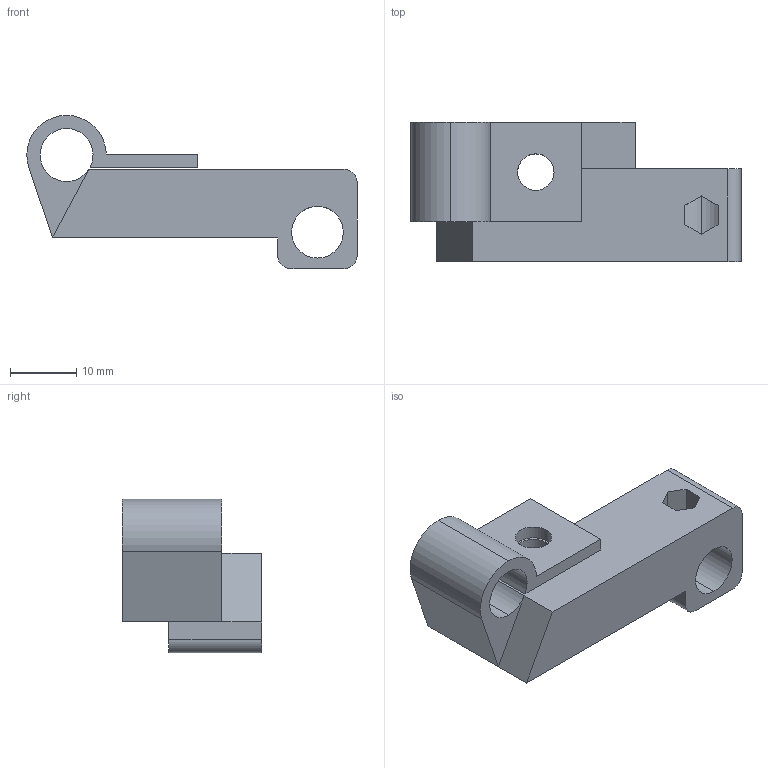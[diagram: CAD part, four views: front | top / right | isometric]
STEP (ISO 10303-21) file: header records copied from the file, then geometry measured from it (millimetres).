
FILE_DESCRIPTION (( 'USING AP203' ), '1' );
FILE_NAME ('z-rod-holders-bottom-zscrew.STEP', '2024-07-05T14:49:31', ( '' ), ( '' ), '', '', '' );
FILE_SCHEMA (( 'CONFIG_CONTROL_DESIGN' ));
Length unit declared in the file: millimetre
Products named in the file (1): z-rod-holders-bottom-zscrew
Bounding box: 49.87 x 21 x 23.15 mm (x, y, z)
Volume: 9189.3 mm3; surface area: 4905.8 mm2
Topology: 1 solids, 1 shells, 35 faces, 98 edges, 64 vertices
Faces by surface type: plane 21, cylinder 14
Entity records: 1221 total; most frequent: CARTESIAN_POINT 210, ORIENTED_EDGE 196, DIRECTION 194, EDGE_CURVE 98, LINE 66, VECTOR 66, VERTEX_POINT 64, AXIS2_PLACEMENT_3D 64
